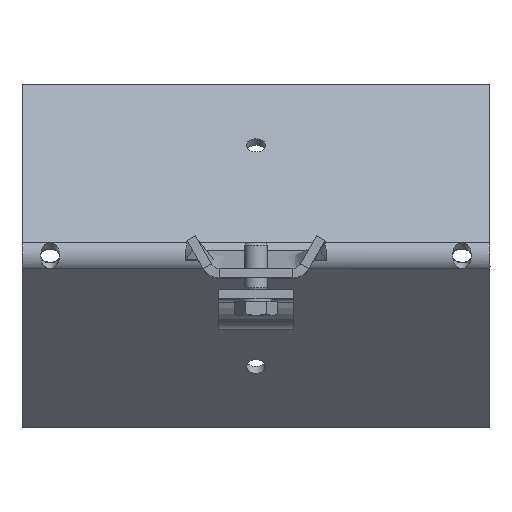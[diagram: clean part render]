
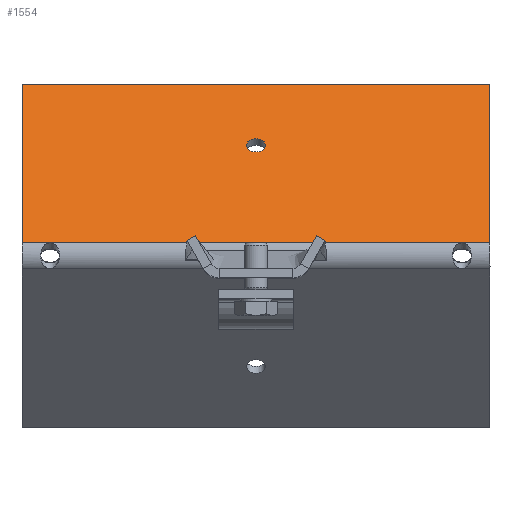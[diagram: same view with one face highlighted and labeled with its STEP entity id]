
A CAD part, top view. The second image highlights one B-rep face of the part: STEP entity #1554.
In plain terms, the highlighted face is planar.
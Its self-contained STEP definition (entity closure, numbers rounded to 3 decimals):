
#116=FACE_BOUND('',#279,.T.);
#177=FACE_OUTER_BOUND('',#278,.T.);
#278=EDGE_LOOP('',(#1127,#1128,#1129,#1130));
#279=EDGE_LOOP('',(#1131));
#373=LINE('',#3168,#519);
#386=LINE('',#3203,#532);
#389=LINE('',#3207,#535);
#390=LINE('',#3209,#536);
#519=VECTOR('',#1890,10.);
#532=VECTOR('',#1925,10.);
#535=VECTOR('',#1930,10.);
#536=VECTOR('',#1933,10.);
#663=CIRCLE('',#1738,2.);
#708=VERTEX_POINT('',#2307);
#713=VERTEX_POINT('',#2318);
#727=VERTEX_POINT('',#3201);
#728=VERTEX_POINT('',#3202);
#729=VERTEX_POINT('',#3211);
#855=EDGE_CURVE('',#713,#708,#373,.T.);
#871=EDGE_CURVE('',#727,#728,#386,.T.);
#874=EDGE_CURVE('',#713,#727,#389,.T.);
#875=EDGE_CURVE('',#728,#708,#390,.T.);
#876=EDGE_CURVE('',#729,#729,#663,.T.);
#1127=ORIENTED_EDGE('',*,*,#855,.T.);
#1128=ORIENTED_EDGE('',*,*,#875,.F.);
#1129=ORIENTED_EDGE('',*,*,#871,.F.);
#1130=ORIENTED_EDGE('',*,*,#874,.F.);
#1131=ORIENTED_EDGE('',*,*,#876,.T.);
#1491=PLANE('',#1739);
#1554=ADVANCED_FACE('',(#177,#116),#1491,.T.);
#1738=AXIS2_PLACEMENT_3D('',#3212,#1936,#1937);
#1739=AXIS2_PLACEMENT_3D('',#3214,#1939,#1940);
#1890=DIRECTION('',(1.,0.,0.));
#1925=DIRECTION('',(1.,0.,0.));
#1930=DIRECTION('',(0.,-1.,0.));
#1933=DIRECTION('',(0.,1.,0.));
#1936=DIRECTION('center_axis',(0.,0.,1.));
#1937=DIRECTION('ref_axis',(-1.,0.,0.));
#1939=DIRECTION('center_axis',(0.,0.,-1.));
#1940=DIRECTION('ref_axis',(0.,1.,0.));
#2307=CARTESIAN_POINT('',(50.,-2.,-1.919));
#2318=CARTESIAN_POINT('',(-50.,-2.,-1.919));
#3168=CARTESIAN_POINT('',(25.,-2.,-1.919));
#3201=CARTESIAN_POINT('',(-50.,-49.919,-1.919));
#3202=CARTESIAN_POINT('',(50.,-49.919,-1.919));
#3203=CARTESIAN_POINT('',(-50.,-49.919,-1.919));
#3207=CARTESIAN_POINT('',(-50.,50.081,-1.919));
#3209=CARTESIAN_POINT('',(50.,-49.919,-1.919));
#3211=CARTESIAN_POINT('',(2.,-31.419,-1.919));
#3212=CARTESIAN_POINT('Origin',(0.,-31.419,-1.919));
#3214=CARTESIAN_POINT('Origin',(0.,0.081,-1.919));
